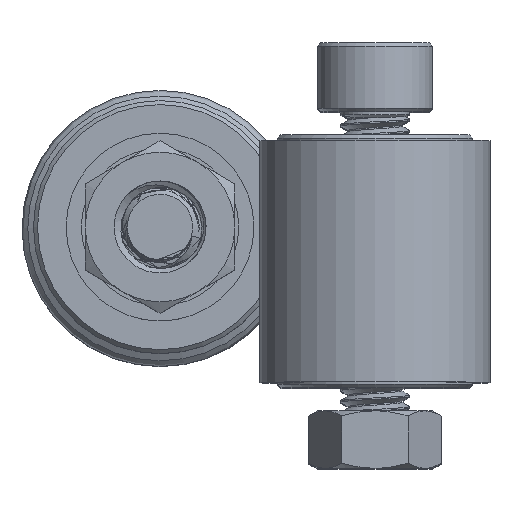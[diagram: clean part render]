
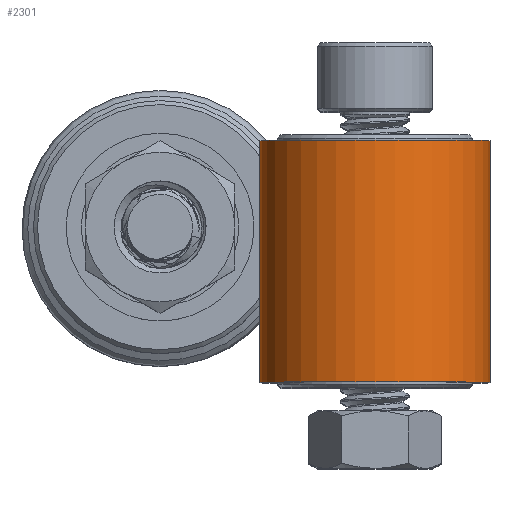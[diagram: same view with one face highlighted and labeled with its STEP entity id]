
A CAD part, top view. The second image highlights one B-rep face of the part: STEP entity #2301.
In plain terms, the highlighted cylindrical face has radius 10 mm (diameter 20 mm), a full revolution.
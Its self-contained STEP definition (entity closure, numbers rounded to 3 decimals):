
#272=FACE_BOUND('',#787,.T.);
#562=FACE_OUTER_BOUND('',#786,.T.);
#786=EDGE_LOOP('',(#1891));
#787=EDGE_LOOP('',(#1892));
#994=CIRCLE('',#2588,10.);
#996=CIRCLE('',#2591,10.);
#1265=VERTEX_POINT('',#12212);
#1267=VERTEX_POINT('',#12217);
#1501=EDGE_CURVE('',#1265,#1265,#994,.T.);
#1503=EDGE_CURVE('',#1267,#1267,#996,.T.);
#1891=ORIENTED_EDGE('',*,*,#1501,.T.);
#1892=ORIENTED_EDGE('',*,*,#1503,.T.);
#2199=CYLINDRICAL_SURFACE('',#2595,10.);
#2301=ADVANCED_FACE('',(#562,#272),#2199,.T.);
#2588=AXIS2_PLACEMENT_3D('',#12213,#3107,#3108);
#2591=AXIS2_PLACEMENT_3D('',#12218,#3113,#3114);
#2595=AXIS2_PLACEMENT_3D('',#12223,#3121,#3122);
#3107=DIRECTION('center_axis',(0.,-1.,0.));
#3108=DIRECTION('ref_axis',(1.,0.,0.));
#3113=DIRECTION('center_axis',(0.,1.,0.));
#3114=DIRECTION('ref_axis',(1.,0.,0.));
#3121=DIRECTION('center_axis',(0.,1.,0.));
#3122=DIRECTION('ref_axis',(1.,0.,0.));
#12212=CARTESIAN_POINT('',(34.481,-29.163,92.9));
#12213=CARTESIAN_POINT('Origin',(44.481,-29.163,92.9));
#12217=CARTESIAN_POINT('',(34.481,-50.163,92.9));
#12218=CARTESIAN_POINT('Origin',(44.481,-50.163,92.9));
#12223=CARTESIAN_POINT('Origin',(44.481,-50.663,92.9));
